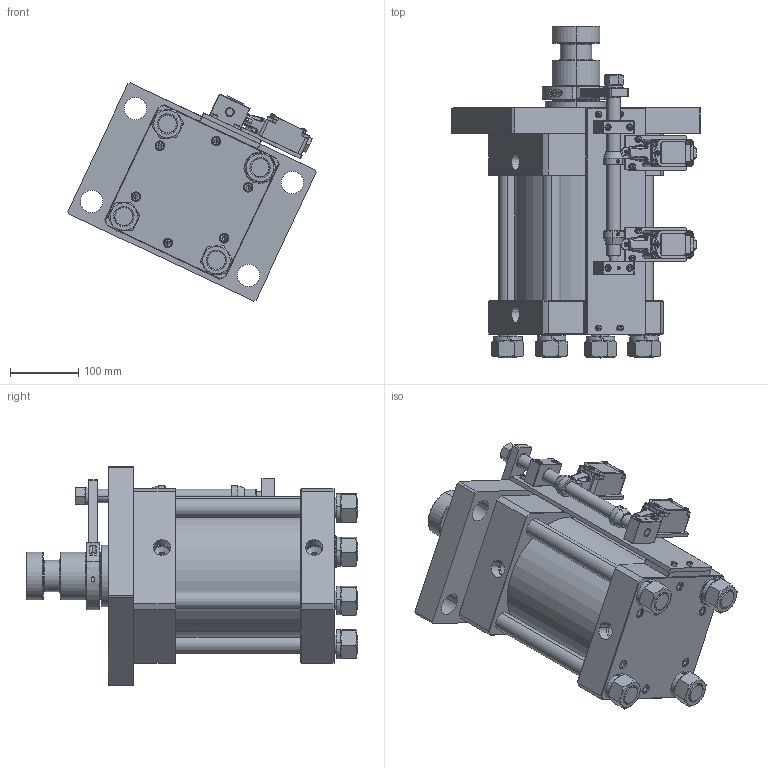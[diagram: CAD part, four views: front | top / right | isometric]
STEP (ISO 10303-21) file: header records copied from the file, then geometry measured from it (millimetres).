
FILE_DESCRIPTION (( 'STEP AP203' ), '1' );
FILE_NAME ('CHK-FA150x90D-00.STEP', '2013-03-13T08:23:52', ( '微软用户' ), ( '微软中国' ), 'SwSTEP 2.0', 'SolidWorks 2011', '' );
FILE_SCHEMA (( 'CONFIG_CONTROL_DESIGN' ));
Length unit declared in the file: millimetre
Products named in the file (38): CHK-FA150x90D-00; 菜え16; 垫圈27; hex socket set screws with flat point gb_GB_FASTENER_SCREWS_HSFP M5X5-N; CHK-FA100x130-20; hex nuts, style 1-grades ab gb_GB_FASTENER_NUT_SNAB1 M16-N; spring lock washers--normal type gb_GB_FASTENER_WASHER_SW 16; CHK-FA150x100D-16; CHK-FA150x100D-17-1; CHK-FA150x100D-17-2; hexagon socket head cap screws gb_GB_FASTENER_SCREWS_HSHCS M5X30-N; hexagon socket head cap screws gb_GB_FASTENER_SCREWS_HSHCS M5X16-N; 俴最羲壽; cross recessed small pan head screws gb_GB_CROSS_SCREWS_TYPE3 M3.5X5-5-N; CHK-FA150x100D-18; hex socket set screws with flat point gb_GB_FASTENER_SCREWS_HSFP M5X10-N; hexagon socket head cap screws gb_GB_FASTENER_SCREWS_HSHCS M5X35-N; CHK-FA150x90D-19; CHK-FA150x90D-15; CHK-FA150x100D-14; CHK-FA150x100D-13; hexagon socket head cap screws gb_GB_FASTENER_SCREWS_HSHCS M5X20-N; CHK-FA150x90D-12; CHK-FA150x100D-11; hex nuts, style 1-grades ab gb_GB_FASTENER_NUT_SNAB1 B M27-N; spring lock washers--normal type gb_GB_FASTENER_WASHER_SW 27; CHK-FA150x90D-10; CHK-FA150x100D-03; CHK-FA150x100D-02; CHK-FA150x100D-04; hexagon socket head cap screws gb_GB_FASTENER_SCREWS_HSHCS M8X55-N; CHK-FA150x90D-07; CHK-FA150x100D-08; CHK-FA150x100D-09; CHK-FA150x100D-06; CHK-FA150x100D-05; CHK-FA150x90D-01
Assembly tree (85 placements, depth 3):
  CHK-FA150x90D-00
    CHK-FA100x130-20  x2
    hexagon socket head cap screws gb_GB_FASTENER_SCREWS_HSHCS M5X20-N  x6
    hex nuts, style 1-grades ab gb_GB_FASTENER_NUT_SNAB1 M16-N
    spring lock washers--normal type gb_GB_FASTENER_WASHER_SW 16
    CHK-FA150x100D-16
    CHK-FA150x100D-17-1
    CHK-FA150x100D-17-2
    CHK-FA150x100D-18  x2
    hexagon socket head cap screws gb_GB_FASTENER_SCREWS_HSHCS M5X16-N  x4
    hexagon socket head cap screws gb_GB_FASTENER_SCREWS_HSHCS M5X30-N  x8
    hexagon socket head cap screws gb_GB_FASTENER_SCREWS_HSHCS M8X55-N  x12
    CHK-FA150x100D-06
    hex socket set screws with flat point gb_GB_FASTENER_SCREWS_HSFP M5X10-N
    hexagon socket head cap screws gb_GB_FASTENER_SCREWS_HSHCS M5X35-N  x4
    CHK-FA150x100D-05
    俴最羲壽  x2
      cross recessed small pan head screws gb_GB_CROSS_SCREWS_TYPE3 M3.5X5-5-N
      俴最羲壽
    CHK-FA150x90D-19
    CHK-FA150x90D-15
    CHK-FA150x100D-14
    CHK-FA150x100D-13
    CHK-FA150x90D-12
    CHK-FA150x100D-11
    CHK-FA150x90D-10  x4
    hex nuts, style 1-grades ab gb_GB_FASTENER_NUT_SNAB1 B M27-N  x4
    spring lock washers--normal type gb_GB_FASTENER_WASHER_SW 27  x4
    CHK-FA150x100D-03
    CHK-FA150x100D-02
    CHK-FA150x100D-04
    CHK-FA150x100D-08
    CHK-FA150x90D-07
    CHK-FA150x100D-09
    CHK-FA150x90D-01
    菜え16
    垫圈27
    hex socket set screws with flat point gb_GB_FASTENER_SCREWS_HSFP M5X5-N  x2
Bounding box: 363.75 x 486 x 319.35 mm (x, y, z)
Volume: 11583626.8 mm3; surface area: 1412439.6 mm2
Topology: 91 solids, 91 shells, 3122 faces, 7815 edges, 4867 vertices
Faces by surface type: plane 1462, cylinder 816, cone 373, bspline 245, torus 182, sphere 44
Entity records: 89877 total; most frequent: CARTESIAN_POINT 47797, ORIENTED_EDGE 7604, DIRECTION 7556, EDGE_CURVE 3802, AXIS2_PLACEMENT_3D 3029, VERTEX_POINT 2387, EDGE_LOOP 1893, FACE_OUTER_BOUND 1607
